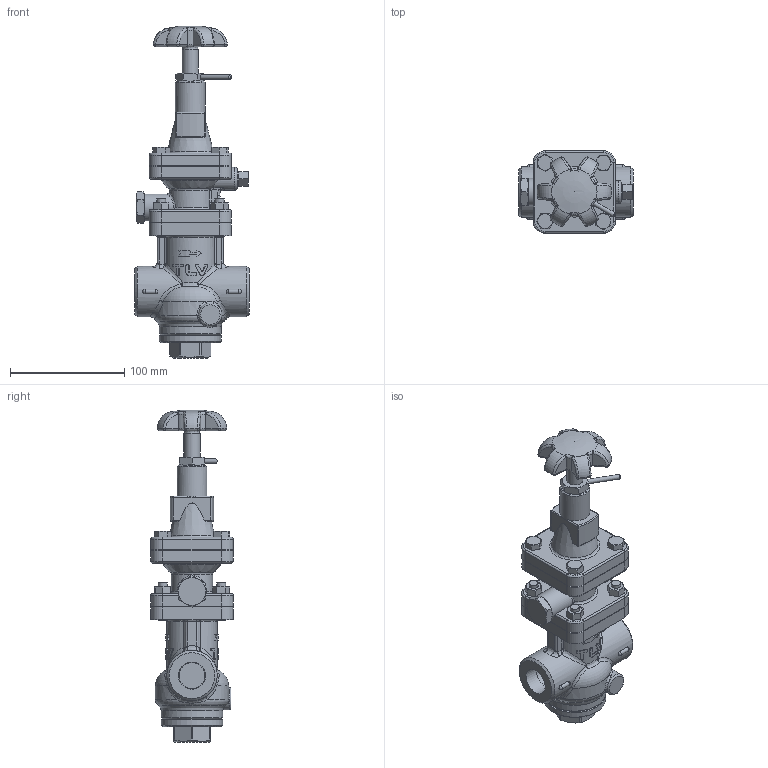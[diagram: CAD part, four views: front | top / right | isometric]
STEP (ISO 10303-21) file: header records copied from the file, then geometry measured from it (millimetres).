
FILE_DESCRIPTION((''),'2;1');
FILE_NAME('scosr-020-screw-00.stp','2009-08-27T13:32:50',('nakaot'),(''),'Autodesk Inventor 2008','Autodesk Inventor 2008','');
FILE_SCHEMA(('AUTOMOTIVE_DESIGN { 1 0 10303 214 1 1 1 1 }'));
Length unit declared in the file: millimetre
Products named in the file (1): scosr-020-screw-00
Bounding box: 100 x 72 x 290 mm (x, y, z)
Volume: 657032.5 mm3; surface area: 98389.1 mm2
Topology: 1 solids, 1 shells, 658 faces, 1601 edges, 960 vertices
Faces by surface type: plane 193, bspline 178, cylinder 142, cone 78, torus 39, sphere 28
Full cylindrical faces by diameter (mm): 4 x1, 8 x20, 14 x1, 20 x1, 24 x1, 25.994 x1, 44 x2, 50 x3, 54 x2
Entity records: 38954 total; most frequent: CARTESIAN_POINT 25358, ORIENTED_EDGE 2958, DIRECTION 2531, EDGE_CURVE 1479, AXIS2_PLACEMENT_3D 1044, VERTEX_POINT 940, EDGE_LOOP 791, FACE_OUTER_BOUND 658
